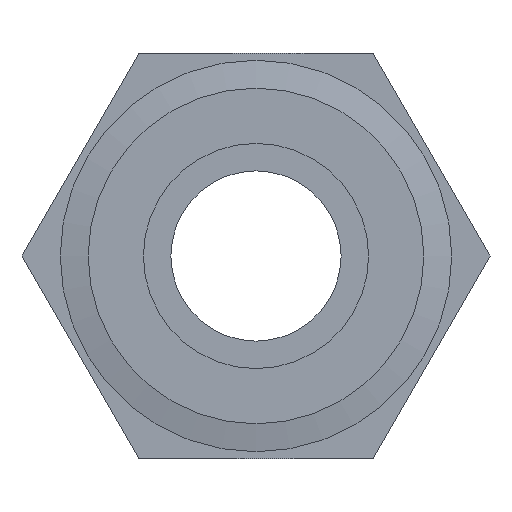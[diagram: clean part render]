
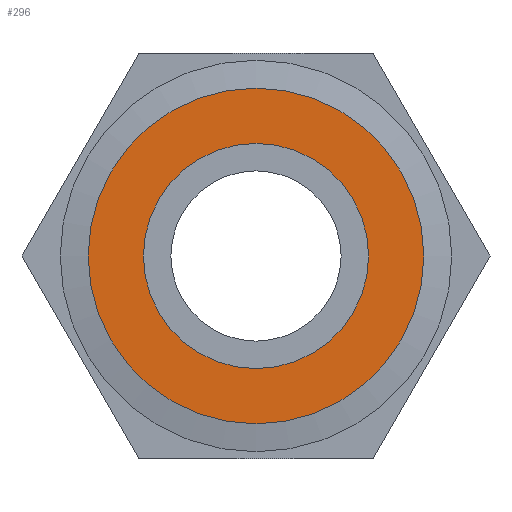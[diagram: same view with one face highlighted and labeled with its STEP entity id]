
A CAD part, left-side view. The second image highlights one B-rep face of the part: STEP entity #296.
In plain terms, the highlighted planar face has unit normal (-1, 0, 0).
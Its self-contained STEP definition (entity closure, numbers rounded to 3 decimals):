
#60=PLANE('',#333);
#75=ORIENTED_EDGE('',*,*,#141,.F.);
#76=ORIENTED_EDGE('',*,*,#139,.T.);
#139=EDGE_CURVE('',#172,#172,#199,.T.);
#141=EDGE_CURVE('',#174,#174,#201,.T.);
#172=VERTEX_POINT('',#464);
#174=VERTEX_POINT('',#469);
#199=CIRCLE('',#331,3.969);
#201=CIRCLE('',#334,5.915);
#216=EDGE_LOOP('',(#75));
#217=EDGE_LOOP('',(#76));
#254=FACE_BOUND('',#216,.T.);
#255=FACE_BOUND('',#217,.T.);
#296=ADVANCED_FACE('',(#254,#255),#60,.F.);
#331=AXIS2_PLACEMENT_3D('',#463,#371,#372);
#333=AXIS2_PLACEMENT_3D('',#467,#375,#376);
#334=AXIS2_PLACEMENT_3D('',#468,#377,#378);
#371=DIRECTION('',(1.,0.,0.));
#372=DIRECTION('',(0.,0.,-1.));
#375=DIRECTION('',(1.,0.,0.));
#376=DIRECTION('',(0.,0.,-1.));
#377=DIRECTION('',(1.,0.,0.));
#378=DIRECTION('',(0.,0.,-1.));
#463=CARTESIAN_POINT('',(0.,0.,0.));
#464=CARTESIAN_POINT('',(0.,0.,-3.969));
#467=CARTESIAN_POINT('',(0.,3.969,0.));
#468=CARTESIAN_POINT('',(0.,0.,0.));
#469=CARTESIAN_POINT('',(0.,0.,-5.915));
